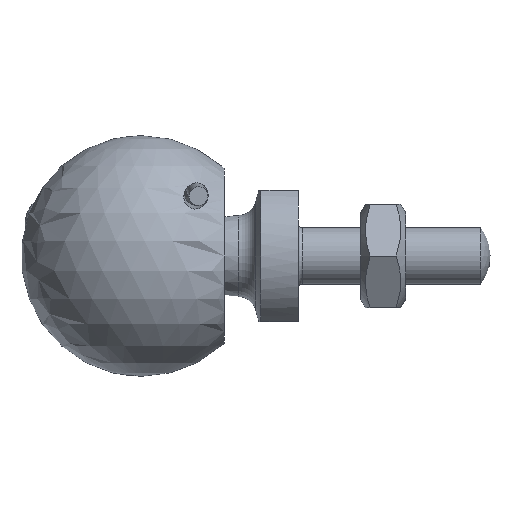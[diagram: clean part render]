
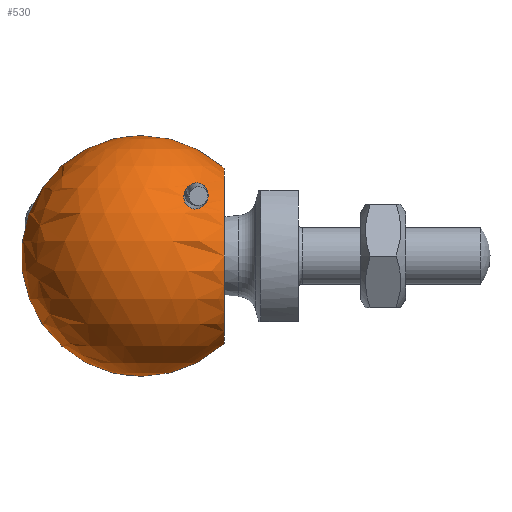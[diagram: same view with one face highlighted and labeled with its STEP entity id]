
A CAD part, left-side view. The second image highlights one B-rep face of the part: STEP entity #530.
In plain terms, the highlighted spherical face has radius 6.4 mm.
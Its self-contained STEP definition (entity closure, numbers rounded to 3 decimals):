
#112=CARTESIAN_POINT('',(3.438,-2.9,4.553));
#113=VERTEX_POINT('',#112);
#114=CARTESIAN_POINT('',(3.438,-2.9,4.553));
#115=CARTESIAN_POINT('',(3.506,-2.81,4.559));
#116=CARTESIAN_POINT('',(3.59,-2.722,4.547));
#117=CARTESIAN_POINT('',(3.768,-2.564,4.495));
#118=CARTESIAN_POINT('',(3.862,-2.495,4.454));
#119=CARTESIAN_POINT('',(4.034,-2.386,4.36));
#120=CARTESIAN_POINT('',(4.127,-2.337,4.298));
#121=CARTESIAN_POINT('',(4.308,-2.269,4.156));
#122=CARTESIAN_POINT('',(4.395,-2.25,4.074));
#123=CARTESIAN_POINT('',(4.53,-2.25,3.922));
#124=CARTESIAN_POINT('',(4.591,-2.263,3.843));
#125=CARTESIAN_POINT('',(4.662,-2.312,3.726));
#126=CARTESIAN_POINT('',(4.682,-2.333,3.687));
#127=CARTESIAN_POINT('',(4.714,-2.384,3.614));
#128=CARTESIAN_POINT('',(4.726,-2.413,3.579));
#129=CARTESIAN_POINT('',(4.739,-2.477,3.518));
#130=CARTESIAN_POINT('',(4.741,-2.511,3.49));
#131=CARTESIAN_POINT('',(4.736,-2.584,3.443));
#132=CARTESIAN_POINT('',(4.73,-2.623,3.422));
#133=CARTESIAN_POINT('',(4.698,-2.743,3.372));
#134=CARTESIAN_POINT('',(4.661,-2.826,3.355));
#135=CARTESIAN_POINT('',(4.565,-2.988,3.347));
#136=CARTESIAN_POINT('',(4.498,-3.075,3.36));
#137=CARTESIAN_POINT('',(4.35,-3.228,3.411));
#138=CARTESIAN_POINT('',(4.268,-3.294,3.45));
#139=CARTESIAN_POINT('',(4.101,-3.407,3.542));
#140=CARTESIAN_POINT('',(4.,-3.46,3.607));
#141=CARTESIAN_POINT('',(3.798,-3.531,3.753));
#142=CARTESIAN_POINT('',(3.697,-3.55,3.834));
#143=CARTESIAN_POINT('',(3.536,-3.55,3.983));
#144=CARTESIAN_POINT('',(3.461,-3.537,4.059));
#145=CARTESIAN_POINT('',(3.371,-3.489,4.174));
#146=CARTESIAN_POINT('',(3.345,-3.468,4.213));
#147=CARTESIAN_POINT('',(3.303,-3.417,4.287));
#148=CARTESIAN_POINT('',(3.287,-3.387,4.323));
#149=CARTESIAN_POINT('',(3.271,-3.32,4.386));
#150=CARTESIAN_POINT('',(3.27,-3.284,4.414));
#151=CARTESIAN_POINT('',(3.278,-3.21,4.462));
#152=CARTESIAN_POINT('',(3.289,-3.171,4.483));
#153=CARTESIAN_POINT('',(3.334,-3.052,4.532));
#154=CARTESIAN_POINT('',(3.384,-2.97,4.549));
#155=CARTESIAN_POINT('',(3.438,-2.9,4.553));
#156=B_SPLINE_CURVE_WITH_KNOTS('',3,(#114,#115,#116,#117,#118,#119,#120,#121,#122,#123,#124,#125,#126,#127,#128,#129,#130,#131,#132,#133,#134,#135,#136,#137,#138,#139,#140,#141,#142,#143,#144,#145,#146,#147,#148,#149,#150,#151,#152,#153,#154,#155),.UNSPECIFIED.,.T.,.U.,(4,2,2,2,2,2,2,2,2,2,2,2,2,2,2,2,2,2,2,2,4),(0.0,0.034,0.068,0.101,0.135,0.162,0.176,0.19,0.203,0.216,0.241,0.272,0.303,0.339,0.375,0.404,0.419,0.434,0.447,0.461,0.487),.UNSPECIFIED.);
#157=EDGE_CURVE('',#113,#113,#156,.T.);
#218=CARTESIAN_POINT('',(-4.176,-2.9,3.887));
#219=VERTEX_POINT('',#218);
#220=CARTESIAN_POINT('',(-4.176,-2.9,3.887));
#221=CARTESIAN_POINT('',(-4.123,-2.97,3.892));
#222=CARTESIAN_POINT('',(-4.071,-3.052,3.884));
#223=CARTESIAN_POINT('',(-4.017,-3.171,3.843));
#224=CARTESIAN_POINT('',(-4.003,-3.21,3.825));
#225=CARTESIAN_POINT('',(-3.986,-3.284,3.779));
#226=CARTESIAN_POINT('',(-3.983,-3.32,3.752));
#227=CARTESIAN_POINT('',(-3.988,-3.387,3.687));
#228=CARTESIAN_POINT('',(-3.997,-3.417,3.648));
#229=CARTESIAN_POINT('',(-4.025,-3.468,3.568));
#230=CARTESIAN_POINT('',(-4.045,-3.489,3.526));
#231=CARTESIAN_POINT('',(-4.114,-3.537,3.397));
#232=CARTESIAN_POINT('',(-4.174,-3.55,3.308));
#233=CARTESIAN_POINT('',(-4.307,-3.55,3.134));
#234=CARTESIAN_POINT('',(-4.392,-3.531,3.036));
#235=CARTESIAN_POINT('',(-4.565,-3.46,2.858));
#236=CARTESIAN_POINT('',(-4.654,-3.407,2.776));
#237=CARTESIAN_POINT('',(-4.802,-3.294,2.656));
#238=CARTESIAN_POINT('',(-4.876,-3.228,2.604));
#239=CARTESIAN_POINT('',(-5.013,-3.075,2.527));
#240=CARTESIAN_POINT('',(-5.077,-2.988,2.503));
#241=CARTESIAN_POINT('',(-5.172,-2.826,2.495));
#242=CARTESIAN_POINT('',(-5.212,-2.743,2.505));
#243=CARTESIAN_POINT('',(-5.252,-2.623,2.549));
#244=CARTESIAN_POINT('',(-5.262,-2.584,2.568));
#245=CARTESIAN_POINT('',(-5.275,-2.511,2.614));
#246=CARTESIAN_POINT('',(-5.277,-2.477,2.641));
#247=CARTESIAN_POINT('',(-5.275,-2.413,2.704));
#248=CARTESIAN_POINT('',(-5.27,-2.384,2.74));
#249=CARTESIAN_POINT('',(-5.251,-2.333,2.818));
#250=CARTESIAN_POINT('',(-5.238,-2.312,2.86));
#251=CARTESIAN_POINT('',(-5.189,-2.263,2.987));
#252=CARTESIAN_POINT('',(-5.143,-2.25,3.076));
#253=CARTESIAN_POINT('',(-5.035,-2.25,3.249));
#254=CARTESIAN_POINT('',(-4.964,-2.269,3.345));
#255=CARTESIAN_POINT('',(-4.811,-2.337,3.516));
#256=CARTESIAN_POINT('',(-4.73,-2.386,3.593));
#257=CARTESIAN_POINT('',(-4.577,-2.495,3.716));
#258=CARTESIAN_POINT('',(-4.491,-2.564,3.772));
#259=CARTESIAN_POINT('',(-4.325,-2.722,3.855));
#260=CARTESIAN_POINT('',(-4.244,-2.81,3.881));
#261=CARTESIAN_POINT('',(-4.176,-2.9,3.887));
#262=B_SPLINE_CURVE_WITH_KNOTS('',3,(#220,#221,#222,#223,#224,#225,#226,#227,#228,#229,#230,#231,#232,#233,#234,#235,#236,#237,#238,#239,#240,#241,#242,#243,#244,#245,#246,#247,#248,#249,#250,#251,#252,#253,#254,#255,#256,#257,#258,#259,#260,#261),.UNSPECIFIED.,.T.,.U.,(4,2,2,2,2,2,2,2,2,2,2,2,2,2,2,2,2,2,2,2,4),(0.0,0.027,0.04,0.053,0.068,0.083,0.112,0.148,0.184,0.215,0.246,0.271,0.284,0.297,0.311,0.325,0.352,0.386,0.419,0.453,0.487),.UNSPECIFIED.);
#263=EDGE_CURVE('',#219,#219,#262,.T.);
#470=CARTESIAN_POINT('',(0.,-4.4,4.648));
#471=VERTEX_POINT('',#470);
#472=CARTESIAN_POINT('',(0.,-4.4,0.0));
#473=DIRECTION('',(0.0,1.0,0.0));
#474=DIRECTION('',(0.0,0.0,-1.0));
#475=AXIS2_PLACEMENT_3D('',#472,#473,#474);
#476=CIRCLE('',#475,4.648);
#477=EDGE_CURVE('',#471,#471,#476,.T.);
#505=CARTESIAN_POINT('',(0.,0.,0.0));
#506=DIRECTION('',(0.0,0.0,1.0));
#507=DIRECTION('',(1.0,0.0,0.0));
#508=AXIS2_PLACEMENT_3D('',#505,#506,#507);
#509=SPHERICAL_SURFACE('',#508,6.4);
#510=ORIENTED_EDGE('',*,*,#157,.T.);
#511=EDGE_LOOP('',(#510));
#512=FACE_OUTER_BOUND('',#511,.T.);
#513=ORIENTED_EDGE('',*,*,#263,.T.);
#514=EDGE_LOOP('',(#513));
#515=FACE_BOUND('',#514,.T.);
#516=ORIENTED_EDGE('',*,*,#477,.T.);
#517=EDGE_LOOP('',(#516));
#518=FACE_BOUND('',#517,.T.);
#519=CARTESIAN_POINT('',(5.245,3.668,0.0));
#520=VERTEX_POINT('',#519);
#521=CARTESIAN_POINT('',(5.245,0.0,0.0));
#522=DIRECTION('',(1.0,0.0,0.0));
#523=DIRECTION('',(0.0,1.0,0.0));
#524=AXIS2_PLACEMENT_3D('',#521,#522,#523);
#525=CIRCLE('',#524,3.668);
#526=EDGE_CURVE('',#520,#520,#525,.T.);
#527=ORIENTED_EDGE('',*,*,#526,.F.);
#528=EDGE_LOOP('',(#527));
#529=FACE_BOUND('',#528,.T.);
#530=ADVANCED_FACE('',(#512,#515,#518,#529),#509,.T.);
